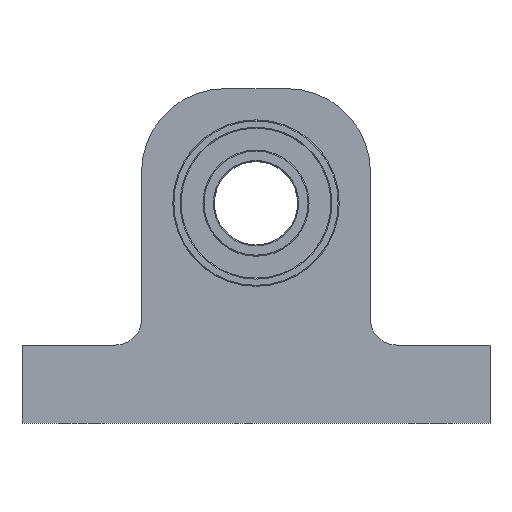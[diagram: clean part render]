
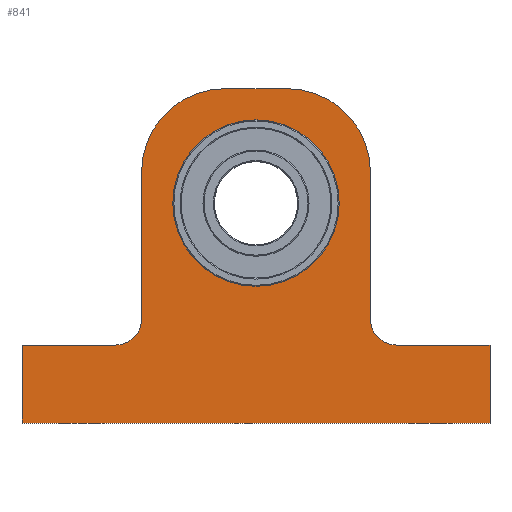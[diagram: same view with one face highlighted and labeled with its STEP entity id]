
A CAD part, top view. The second image highlights one B-rep face of the part: STEP entity #841.
In plain terms, the highlighted planar face has unit normal (0, 0, 1).
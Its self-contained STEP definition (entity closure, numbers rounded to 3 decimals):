
#71=FACE_BOUND('',#227,.T.);
#96=PLANE('',#968);
#151=FACE_OUTER_BOUND('',#226,.T.);
#226=EDGE_LOOP('',(#766,#767,#768,#769,#770,#771,#772,#773,#774,#775,#776,
#777));
#227=EDGE_LOOP('',(#778));
#254=LINE('',#1398,#308);
#259=LINE('',#1413,#313);
#262=LINE('',#1424,#316);
#275=LINE('',#1465,#329);
#276=LINE('',#1467,#330);
#277=LINE('',#1470,#331);
#279=LINE('',#1474,#333);
#281=LINE('',#1477,#335);
#308=VECTOR('',#1158,10.);
#313=VECTOR('',#1171,10.);
#316=VECTOR('',#1182,10.);
#329=VECTOR('',#1227,10.);
#330=VECTOR('',#1230,10.);
#331=VECTOR('',#1233,10.);
#333=VECTOR('',#1237,10.);
#335=VECTOR('',#1241,10.);
#376=CIRCLE('',#938,2.5);
#378=CIRCLE('',#942,2.5);
#379=CIRCLE('',#945,8.);
#383=CIRCLE('',#952,8.);
#388=CIRCLE('',#962,8.);
#430=VERTEX_POINT('',#1388);
#431=VERTEX_POINT('',#1390);
#433=VERTEX_POINT('',#1396);
#436=VERTEX_POINT('',#1403);
#437=VERTEX_POINT('',#1405);
#439=VERTEX_POINT('',#1411);
#440=VERTEX_POINT('',#1415);
#441=VERTEX_POINT('',#1416);
#449=VERTEX_POINT('',#1440);
#454=VERTEX_POINT('',#1459);
#455=VERTEX_POINT('',#1463);
#456=VERTEX_POINT('',#1469);
#457=VERTEX_POINT('',#1473);
#521=EDGE_CURVE('',#430,#431,#376,.T.);
#525=EDGE_CURVE('',#430,#433,#254,.T.);
#528=EDGE_CURVE('',#436,#437,#378,.T.);
#532=EDGE_CURVE('',#436,#439,#259,.T.);
#533=EDGE_CURVE('',#440,#441,#379,.T.);
#537=EDGE_CURVE('',#440,#437,#262,.T.);
#546=EDGE_CURVE('',#449,#433,#383,.T.);
#555=EDGE_CURVE('',#454,#454,#388,.T.);
#558=EDGE_CURVE('',#439,#455,#275,.T.);
#559=EDGE_CURVE('',#449,#441,#276,.T.);
#560=EDGE_CURVE('',#456,#431,#277,.T.);
#562=EDGE_CURVE('',#457,#456,#279,.T.);
#564=EDGE_CURVE('',#455,#457,#281,.T.);
#766=ORIENTED_EDGE('',*,*,#533,.F.);
#767=ORIENTED_EDGE('',*,*,#537,.T.);
#768=ORIENTED_EDGE('',*,*,#528,.F.);
#769=ORIENTED_EDGE('',*,*,#532,.T.);
#770=ORIENTED_EDGE('',*,*,#558,.T.);
#771=ORIENTED_EDGE('',*,*,#564,.T.);
#772=ORIENTED_EDGE('',*,*,#562,.T.);
#773=ORIENTED_EDGE('',*,*,#560,.T.);
#774=ORIENTED_EDGE('',*,*,#521,.F.);
#775=ORIENTED_EDGE('',*,*,#525,.T.);
#776=ORIENTED_EDGE('',*,*,#546,.F.);
#777=ORIENTED_EDGE('',*,*,#559,.T.);
#778=ORIENTED_EDGE('',*,*,#555,.T.);
#841=ADVANCED_FACE('',(#151,#71),#96,.T.);
#938=AXIS2_PLACEMENT_3D('',#1391,#1151,#1152);
#942=AXIS2_PLACEMENT_3D('',#1406,#1164,#1165);
#945=AXIS2_PLACEMENT_3D('',#1417,#1174,#1175);
#952=AXIS2_PLACEMENT_3D('',#1441,#1197,#1198);
#962=AXIS2_PLACEMENT_3D('',#1460,#1221,#1222);
#968=AXIS2_PLACEMENT_3D('',#1478,#1242,#1243);
#1151=DIRECTION('center_axis',(0.,0.,1.));
#1152=DIRECTION('ref_axis',(-0.707,-0.707,0.));
#1158=DIRECTION('',(0.,1.,0.));
#1164=DIRECTION('center_axis',(0.,0.,1.));
#1165=DIRECTION('ref_axis',(0.707,-0.707,0.));
#1171=DIRECTION('',(-1.,0.,0.));
#1174=DIRECTION('center_axis',(0.,0.,-1.));
#1175=DIRECTION('ref_axis',(-0.707,0.707,0.));
#1182=DIRECTION('',(0.,-1.,0.));
#1197=DIRECTION('center_axis',(0.,0.,-1.));
#1198=DIRECTION('ref_axis',(0.707,0.707,0.));
#1221=DIRECTION('center_axis',(0.,0.,-1.));
#1222=DIRECTION('ref_axis',(1.,0.,0.));
#1227=DIRECTION('',(0.,-1.,0.));
#1230=DIRECTION('',(-1.,0.,0.));
#1233=DIRECTION('',(-1.,0.,0.));
#1237=DIRECTION('',(0.,1.,0.));
#1241=DIRECTION('',(1.,0.,0.));
#1242=DIRECTION('center_axis',(0.,0.,1.));
#1243=DIRECTION('ref_axis',(1.,0.,0.));
#1388=CARTESIAN_POINT('',(33.5,10.,15.));
#1390=CARTESIAN_POINT('',(36.,7.5,15.));
#1391=CARTESIAN_POINT('Origin',(36.,10.,15.));
#1396=CARTESIAN_POINT('',(33.5,24.15,15.));
#1398=CARTESIAN_POINT('',(33.5,7.5,15.));
#1403=CARTESIAN_POINT('',(9.,7.5,15.));
#1405=CARTESIAN_POINT('',(11.5,10.,15.));
#1406=CARTESIAN_POINT('Origin',(9.,10.,15.));
#1411=CARTESIAN_POINT('',(0.,7.5,15.));
#1413=CARTESIAN_POINT('',(11.5,7.5,15.));
#1415=CARTESIAN_POINT('',(11.5,24.15,15.));
#1416=CARTESIAN_POINT('',(19.5,32.15,15.));
#1417=CARTESIAN_POINT('Origin',(19.5,24.15,15.));
#1424=CARTESIAN_POINT('',(11.5,32.15,15.));
#1440=CARTESIAN_POINT('',(25.5,32.15,15.));
#1441=CARTESIAN_POINT('Origin',(25.5,24.15,15.));
#1459=CARTESIAN_POINT('',(14.5,21.15,15.));
#1460=CARTESIAN_POINT('Origin',(22.5,21.15,15.));
#1463=CARTESIAN_POINT('',(0.,0.,15.));
#1465=CARTESIAN_POINT('',(0.,0.,15.));
#1467=CARTESIAN_POINT('',(33.5,32.15,15.));
#1469=CARTESIAN_POINT('',(45.,7.5,15.));
#1470=CARTESIAN_POINT('',(45.,7.5,15.));
#1473=CARTESIAN_POINT('',(45.,0.,15.));
#1474=CARTESIAN_POINT('',(45.,0.,15.));
#1477=CARTESIAN_POINT('',(0.,0.,15.));
#1478=CARTESIAN_POINT('Origin',(22.5,16.075,15.));
